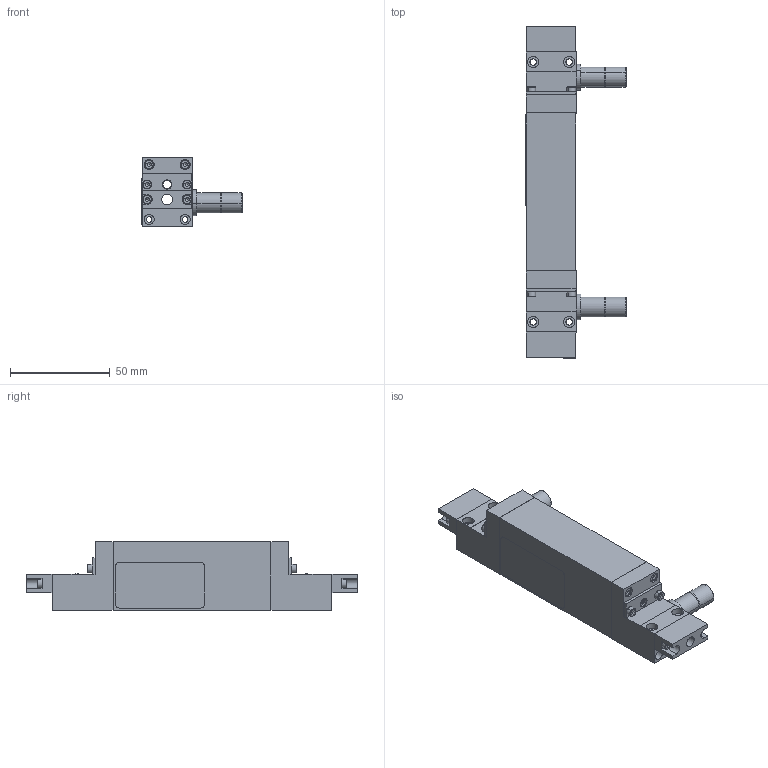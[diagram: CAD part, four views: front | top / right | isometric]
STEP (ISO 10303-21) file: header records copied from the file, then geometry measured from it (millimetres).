
FILE_DESCRIPTION (( 'STEP AP203' ), '1' );
FILE_NAME ('439-C 4x100 Pump Chamber Interface.STEP', '2014-08-26T20:36:04', ( '' ), ( '' ), 'SwSTEP 2.0', 'SolidWorks 2014', '' );
FILE_SCHEMA (( 'CONFIG_CONTROL_DESIGN' ));
Length unit declared in the file: millimetre
Products named in the file (1): 439-C 4x100 Pump Chamber Interface
Bounding box: 50.1 x 166 x 34.5 mm (x, y, z)
Surface area: 27577.5 mm2 (no closed solid volume)
Topology: 0 solids, 32 shells, 317 faces, 1002 edges, 686 vertices
Faces by surface type: plane 149, cylinder 108, cone 56, torus 4
Entity records: 11557 total; most frequent: CARTESIAN_POINT 2550, DIRECTION 1957, ORIENTED_EDGE 1578, EDGE_CURVE 978, AXIS2_PLACEMENT_3D 693, VERTEX_POINT 686, VECTOR 571, LINE 571
